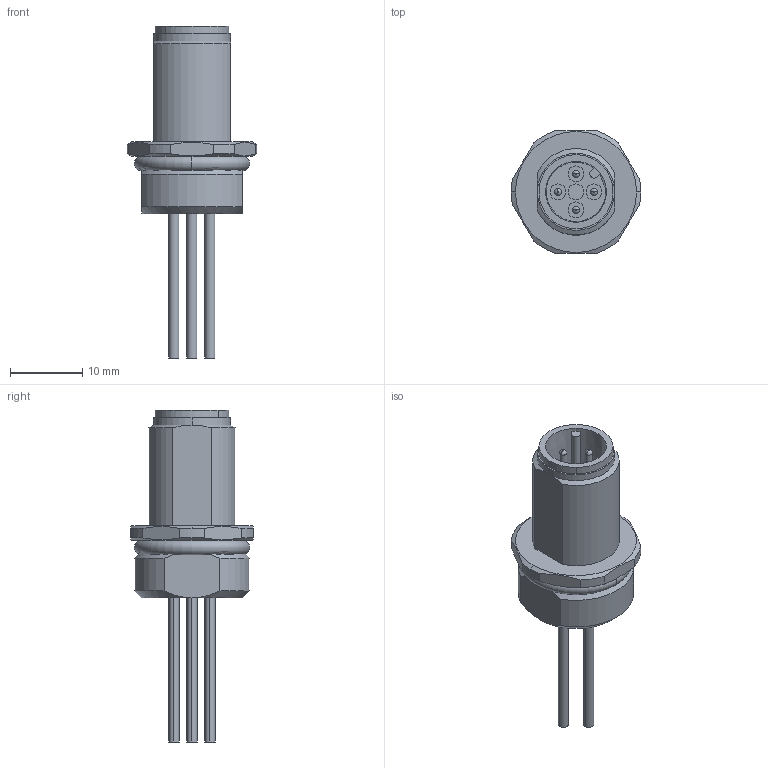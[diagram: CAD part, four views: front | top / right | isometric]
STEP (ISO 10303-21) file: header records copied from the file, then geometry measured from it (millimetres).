
FILE_DESCRIPTION (( 'STEP AP214' ), '1' );
FILE_NAME ('7231-13501-9710100.step', '2016-05-09T19:33:09', ( '' ), ( '' ), 'SwSTEP 2.0', 'SolidWorks 2015', '' );
FILE_SCHEMA (( 'AUTOMOTIVE_DESIGN' ));
Length unit declared in the file: millimetre
Products named in the file (1): 7231-13501-9710100
Bounding box: 18 x 17 x 46.1 mm (x, y, z)
Volume: 3206.4 mm3; surface area: 2376.5 mm2
Topology: 1 solids, 1 shells, 101 faces, 227 edges, 146 vertices
Faces by surface type: cylinder 44, plane 33, cone 14, torus 10
Entity records: 3281 total; most frequent: CARTESIAN_POINT 545, DIRECTION 533, ORIENTED_EDGE 454, AXIS2_PLACEMENT_3D 232, EDGE_CURVE 227, VERTEX_POINT 146, CIRCLE 130, EDGE_LOOP 119
